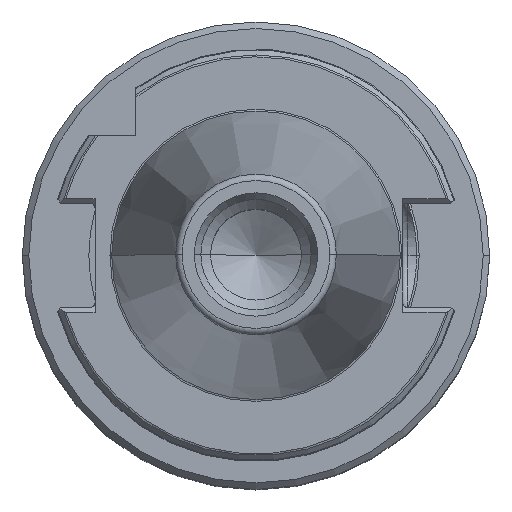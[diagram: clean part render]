
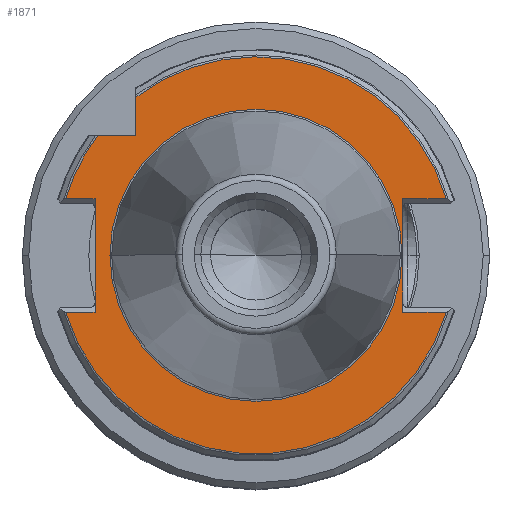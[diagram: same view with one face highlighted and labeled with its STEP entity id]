
A CAD part, top view. The second image highlights one B-rep face of the part: STEP entity #1871.
In plain terms, the highlighted planar face has unit normal (0, 0, 1).
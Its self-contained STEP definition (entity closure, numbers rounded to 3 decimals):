
#61 = CARTESIAN_POINT ( 'NONE',  ( -29.306, 8.75, -3.2 ) ) ;
#126 = EDGE_CURVE ( 'NONE', #3198, #2886, #844, .T. ) ;
#132 = CARTESIAN_POINT ( 'NONE',  ( -24.8, 8.75, -3.2 ) ) ;
#192 = CARTESIAN_POINT ( 'NONE',  ( -24.8, -8.75, -3.2 ) ) ;
#213 = ORIENTED_EDGE ( 'NONE', *, *, #469, .T. ) ;
#228 = EDGE_CURVE ( 'NONE', #961, #1980, #2789, .T. ) ;
#252 = ORIENTED_EDGE ( 'NONE', *, *, #1486, .T. ) ;
#328 = CARTESIAN_POINT ( 'NONE',  ( -24.8, 8.75, -3.2 ) ) ;
#348 = ORIENTED_EDGE ( 'NONE', *, *, #126, .F. ) ;
#469 = EDGE_CURVE ( 'NONE', #2557, #3746, #3172, .T. ) ;
#509 = DIRECTION ( 'NONE',  ( -1., 0., 0. ) ) ;
#535 = EDGE_LOOP ( 'NONE', ( #1762, #213, #1568, #3226, #1482, #3515, #1445, #3214, #252, #1264, #1210 ) ) ;
#610 = DIRECTION ( 'NONE',  ( -1., 0., 0. ) ) ;
#715 = CARTESIAN_POINT ( 'NONE',  ( 0., 8.75, -3.2 ) ) ;
#748 = VECTOR ( 'NONE', #3518, 1000. ) ;
#760 = DIRECTION ( 'NONE',  ( 0., 0., 1. ) ) ;
#779 = LINE ( 'NONE', #3363, #853 ) ;
#792 = DIRECTION ( 'NONE',  ( 1., 0., 0. ) ) ;
#796 = EDGE_CURVE ( 'NONE', #1004, #961, #2854, .T. ) ;
#803 = CARTESIAN_POINT ( 'NONE',  ( 0., -8.75, -3.2 ) ) ;
#817 = AXIS2_PLACEMENT_3D ( 'NONE', #3599, #2440, #1000 ) ;
#839 = AXIS2_PLACEMENT_3D ( 'NONE', #3667, #2510, #792 ) ;
#840 = DIRECTION ( 'NONE',  ( 0., 0., 1. ) ) ;
#844 = CIRCLE ( 'NONE', #817, 22.5 ) ;
#853 = VECTOR ( 'NONE', #1653, 1000. ) ;
#883 = FACE_BOUND ( 'NONE', #2428, .T. ) ;
#912 = CARTESIAN_POINT ( 'NONE',  ( 0., 18.5, -3.2 ) ) ;
#961 = VERTEX_POINT ( 'NONE', #1928 ) ;
#971 = EDGE_CURVE ( 'NONE', #2550, #2606, #779, .T. ) ;
#1000 = DIRECTION ( 'NONE',  ( 1., 0., 0. ) ) ;
#1004 = VERTEX_POINT ( 'NONE', #1097 ) ;
#1012 = DIRECTION ( 'NONE',  ( 1., 0., 0. ) ) ;
#1072 = CARTESIAN_POINT ( 'NONE',  ( 0., 0., -3.2 ) ) ;
#1097 = CARTESIAN_POINT ( 'NONE',  ( 29.306, 8.75, -3.2 ) ) ;
#1141 = CARTESIAN_POINT ( 'NONE',  ( -22.5, 0., -3.2 ) ) ;
#1210 = ORIENTED_EDGE ( 'NONE', *, *, #228, .T. ) ;
#1240 = CARTESIAN_POINT ( 'NONE',  ( 22.5, 0., -3.2 ) ) ;
#1264 = ORIENTED_EDGE ( 'NONE', *, *, #796, .T. ) ;
#1360 = CARTESIAN_POINT ( 'NONE',  ( 0., 0., -3.2 ) ) ;
#1369 = DIRECTION ( 'NONE',  ( 1., 0., 0. ) ) ;
#1400 = AXIS2_PLACEMENT_3D ( 'NONE', #2554, #840, #2847 ) ;
#1412 = FACE_OUTER_BOUND ( 'NONE', #535, .T. ) ;
#1445 = ORIENTED_EDGE ( 'NONE', *, *, #2220, .T. ) ;
#1468 = LINE ( 'NONE', #803, #3687 ) ;
#1472 = ORIENTED_EDGE ( 'NONE', *, *, #3526, .F. ) ;
#1482 = ORIENTED_EDGE ( 'NONE', *, *, #3230, .T. ) ;
#1486 = EDGE_CURVE ( 'NONE', #2606, #1004, #1797, .T. ) ;
#1516 = LINE ( 'NONE', #3224, #748 ) ;
#1539 = EDGE_CURVE ( 'NONE', #3609, #2744, #1644, .T. ) ;
#1568 = ORIENTED_EDGE ( 'NONE', *, *, #3709, .T. ) ;
#1570 = VERTEX_POINT ( 'NONE', #192 ) ;
#1595 = EDGE_CURVE ( 'NONE', #1980, #2557, #2861, .T. ) ;
#1644 = CIRCLE ( 'NONE', #3115, 30.584 ) ;
#1653 = DIRECTION ( 'NONE',  ( 0., 1., 0. ) ) ;
#1656 = DIRECTION ( 'NONE',  ( 1., 0., 0. ) ) ;
#1700 = CIRCLE ( 'NONE', #1400, 22.5 ) ;
#1717 = VECTOR ( 'NONE', #1012, 1000. ) ;
#1729 = DIRECTION ( 'NONE',  ( -1., 0., 0. ) ) ;
#1733 = VECTOR ( 'NONE', #1729, 1000. ) ;
#1762 = ORIENTED_EDGE ( 'NONE', *, *, #1595, .T. ) ;
#1794 = DIRECTION ( 'NONE',  ( 1., 0., 0. ) ) ;
#1797 = LINE ( 'NONE', #715, #1717 ) ;
#1871 = ADVANCED_FACE ( 'NONE', ( #1412, #883 ), #2786, .T. ) ;
#1913 = EDGE_CURVE ( 'NONE', #1570, #3038, #1516, .T. ) ;
#1928 = CARTESIAN_POINT ( 'NONE',  ( -18.5, 24.355, -3.2 ) ) ;
#1980 = VERTEX_POINT ( 'NONE', #2127 ) ;
#2018 = VECTOR ( 'NONE', #3106, 1000. ) ;
#2036 = CARTESIAN_POINT ( 'NONE',  ( -29.306, -8.75, -3.2 ) ) ;
#2049 = CARTESIAN_POINT ( 'NONE',  ( -24.355, 18.5, -3.2 ) ) ;
#2085 = CARTESIAN_POINT ( 'NONE',  ( 22.6, 8.75, -3.2 ) ) ;
#2127 = CARTESIAN_POINT ( 'NONE',  ( -18.5, 18.5, -3.2 ) ) ;
#2220 = EDGE_CURVE ( 'NONE', #2744, #2550, #1468, .T. ) ;
#2428 = EDGE_LOOP ( 'NONE', ( #1472, #348 ) ) ;
#2440 = DIRECTION ( 'NONE',  ( 0., 0., 1. ) ) ;
#2478 = CARTESIAN_POINT ( 'NONE',  ( 0., 0., -3.2 ) ) ;
#2496 = LINE ( 'NONE', #3150, #1733 ) ;
#2510 = DIRECTION ( 'NONE',  ( 0., 0., 1. ) ) ;
#2550 = VERTEX_POINT ( 'NONE', #2615 ) ;
#2554 = CARTESIAN_POINT ( 'NONE',  ( 0., 0., -3.2 ) ) ;
#2557 = VERTEX_POINT ( 'NONE', #2049 ) ;
#2563 = VECTOR ( 'NONE', #1794, 1000. ) ;
#2606 = VERTEX_POINT ( 'NONE', #2085 ) ;
#2615 = CARTESIAN_POINT ( 'NONE',  ( 22.6, -8.75, -3.2 ) ) ;
#2744 = VERTEX_POINT ( 'NONE', #3004 ) ;
#2768 = DIRECTION ( 'NONE',  ( 1., 0., 0. ) ) ;
#2786 = PLANE ( 'NONE',  #839 ) ;
#2789 = LINE ( 'NONE', #3705, #2018 ) ;
#2847 = DIRECTION ( 'NONE',  ( 1., 0., 0. ) ) ;
#2851 = AXIS2_PLACEMENT_3D ( 'NONE', #2478, #760, #2768 ) ;
#2854 = CIRCLE ( 'NONE', #3560, 30.584 ) ;
#2861 = LINE ( 'NONE', #912, #3664 ) ;
#2886 = VERTEX_POINT ( 'NONE', #1240 ) ;
#3004 = CARTESIAN_POINT ( 'NONE',  ( 29.306, -8.75, -3.2 ) ) ;
#3038 = VERTEX_POINT ( 'NONE', #132 ) ;
#3082 = DIRECTION ( 'NONE',  ( 0., 0., 1. ) ) ;
#3106 = DIRECTION ( 'NONE',  ( 0., -1., 0. ) ) ;
#3115 = AXIS2_PLACEMENT_3D ( 'NONE', #1360, #3365, #1656 ) ;
#3150 = CARTESIAN_POINT ( 'NONE',  ( -29.506, -8.75, -3.2 ) ) ;
#3172 = CIRCLE ( 'NONE', #2851, 30.584 ) ;
#3198 = VERTEX_POINT ( 'NONE', #1141 ) ;
#3214 = ORIENTED_EDGE ( 'NONE', *, *, #971, .T. ) ;
#3224 = CARTESIAN_POINT ( 'NONE',  ( -24.8, -8.05, -3.2 ) ) ;
#3226 = ORIENTED_EDGE ( 'NONE', *, *, #1913, .F. ) ;
#3230 = EDGE_CURVE ( 'NONE', #1570, #3609, #2496, .T. ) ;
#3363 = CARTESIAN_POINT ( 'NONE',  ( 22.6, -8.05, -3.2 ) ) ;
#3365 = DIRECTION ( 'NONE',  ( 0., 0., 1. ) ) ;
#3431 = LINE ( 'NONE', #328, #2563 ) ;
#3515 = ORIENTED_EDGE ( 'NONE', *, *, #1539, .T. ) ;
#3518 = DIRECTION ( 'NONE',  ( 0., 1., 0. ) ) ;
#3526 = EDGE_CURVE ( 'NONE', #2886, #3198, #1700, .T. ) ;
#3560 = AXIS2_PLACEMENT_3D ( 'NONE', #1072, #3082, #1369 ) ;
#3599 = CARTESIAN_POINT ( 'NONE',  ( 0., 0., -3.2 ) ) ;
#3609 = VERTEX_POINT ( 'NONE', #2036 ) ;
#3664 = VECTOR ( 'NONE', #610, 1000. ) ;
#3667 = CARTESIAN_POINT ( 'NONE',  ( 0., 0., -3.2 ) ) ;
#3687 = VECTOR ( 'NONE', #509, 1000. ) ;
#3705 = CARTESIAN_POINT ( 'NONE',  ( -18.5, 0., -3.2 ) ) ;
#3709 = EDGE_CURVE ( 'NONE', #3746, #3038, #3431, .T. ) ;
#3746 = VERTEX_POINT ( 'NONE', #61 ) ;
